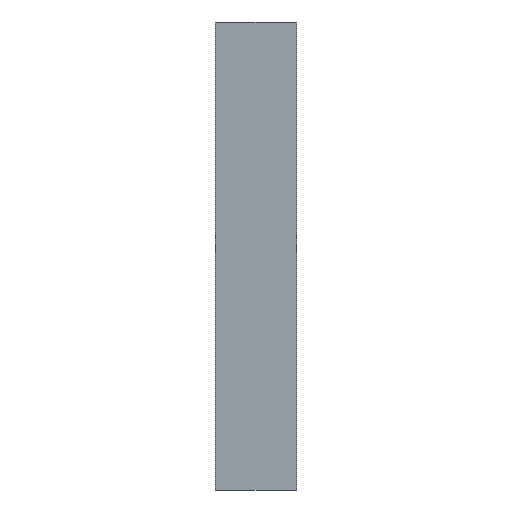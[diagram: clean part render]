
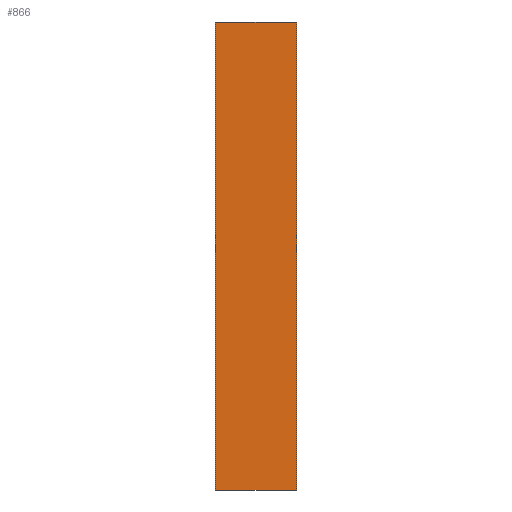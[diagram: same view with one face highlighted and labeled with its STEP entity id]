
A CAD part, front view. The second image highlights one B-rep face of the part: STEP entity #866.
In plain terms, the highlighted planar face has unit normal (0, -1, 0).
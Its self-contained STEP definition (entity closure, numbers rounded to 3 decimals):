
#6 = EDGE_CURVE ( 'NONE', #450, #750, #749, .T. ) ;
#9 = DIRECTION ( 'NONE',  ( 0., 0., 1. ) ) ;
#46 = DIRECTION ( 'NONE',  ( 1., 0., 0. ) ) ;
#56 = EDGE_CURVE ( 'NONE', #398, #450, #482, .T. ) ;
#68 = CARTESIAN_POINT ( 'NONE',  ( 17.5, 0., 200. ) ) ;
#81 = ORIENTED_EDGE ( 'NONE', *, *, #789, .T. ) ;
#94 = VECTOR ( 'NONE', #156, 1000. ) ;
#101 = VECTOR ( 'NONE', #102, 1000. ) ;
#102 = DIRECTION ( 'NONE',  ( 1., 0., 0. ) ) ;
#127 = CARTESIAN_POINT ( 'NONE',  ( -17.5, 0., 200. ) ) ;
#140 = ORIENTED_EDGE ( 'NONE', *, *, #6, .F. ) ;
#152 = VERTEX_POINT ( 'NONE', #929 ) ;
#156 = DIRECTION ( 'NONE',  ( -1., 0., 0. ) ) ;
#187 = ORIENTED_EDGE ( 'NONE', *, *, #56, .F. ) ;
#201 = VECTOR ( 'NONE', #934, 1000. ) ;
#223 = VECTOR ( 'NONE', #451, 1000. ) ;
#224 = VECTOR ( 'NONE', #418, 1000. ) ;
#235 = ORIENTED_EDGE ( 'NONE', *, *, #328, .T. ) ;
#245 = CARTESIAN_POINT ( 'NONE',  ( 17.5, 0., 200. ) ) ;
#247 = VERTEX_POINT ( 'NONE', #127 ) ;
#261 = CARTESIAN_POINT ( 'NONE',  ( -15., 0., 0. ) ) ;
#266 = CARTESIAN_POINT ( 'NONE',  ( 17.5, 0., 0. ) ) ;
#312 = PLANE ( 'NONE',  #772 ) ;
#328 = EDGE_CURVE ( 'NONE', #794, #247, #831, .T. ) ;
#343 = CARTESIAN_POINT ( 'NONE',  ( 17.5, 0., 0. ) ) ;
#373 = EDGE_LOOP ( 'NONE', ( #81, #380, #140, #187, #767, #235, #507, #727 ) ) ;
#380 = ORIENTED_EDGE ( 'NONE', *, *, #709, .T. ) ;
#381 = CARTESIAN_POINT ( 'NONE',  ( -17.5, 0., 200. ) ) ;
#391 = VECTOR ( 'NONE', #612, 1000. ) ;
#398 = VERTEX_POINT ( 'NONE', #426 ) ;
#418 = DIRECTION ( 'NONE',  ( 1., 0., 0. ) ) ;
#425 = EDGE_CURVE ( 'NONE', #247, #152, #675, .T. ) ;
#426 = CARTESIAN_POINT ( 'NONE',  ( 15., 0., 200. ) ) ;
#433 = VERTEX_POINT ( 'NONE', #832 ) ;
#450 = VERTEX_POINT ( 'NONE', #245 ) ;
#451 = DIRECTION ( 'NONE',  ( -1., 0., 0. ) ) ;
#482 = LINE ( 'NONE', #643, #201 ) ;
#495 = CARTESIAN_POINT ( 'NONE',  ( -17.5, 0., 200. ) ) ;
#505 = LINE ( 'NONE', #495, #224 ) ;
#507 = ORIENTED_EDGE ( 'NONE', *, *, #425, .T. ) ;
#539 = CARTESIAN_POINT ( 'NONE',  ( -17.5, 0., 200. ) ) ;
#584 = LINE ( 'NONE', #870, #815 ) ;
#594 = FACE_OUTER_BOUND ( 'NONE', #373, .T. ) ;
#610 = LINE ( 'NONE', #908, #223 ) ;
#612 = DIRECTION ( 'NONE',  ( 0., 0., -1. ) ) ;
#642 = LINE ( 'NONE', #266, #101 ) ;
#643 = CARTESIAN_POINT ( 'NONE',  ( -17.5, 0., 200. ) ) ;
#663 = VERTEX_POINT ( 'NONE', #261 ) ;
#668 = CARTESIAN_POINT ( 'NONE',  ( -17.5, 0., 200. ) ) ;
#675 = LINE ( 'NONE', #539, #679 ) ;
#679 = VECTOR ( 'NONE', #769, 1000. ) ;
#709 = EDGE_CURVE ( 'NONE', #433, #750, #642, .T. ) ;
#727 = ORIENTED_EDGE ( 'NONE', *, *, #921, .F. ) ;
#749 = LINE ( 'NONE', #68, #391 ) ;
#750 = VERTEX_POINT ( 'NONE', #343 ) ;
#751 = DIRECTION ( 'NONE',  ( 0., 1., 0. ) ) ;
#767 = ORIENTED_EDGE ( 'NONE', *, *, #773, .F. ) ;
#769 = DIRECTION ( 'NONE',  ( 0., 0., -1. ) ) ;
#772 = AXIS2_PLACEMENT_3D ( 'NONE', #668, #751, #9 ) ;
#773 = EDGE_CURVE ( 'NONE', #794, #398, #505, .T. ) ;
#789 = EDGE_CURVE ( 'NONE', #663, #433, #584, .T. ) ;
#794 = VERTEX_POINT ( 'NONE', #876 ) ;
#815 = VECTOR ( 'NONE', #46, 1000. ) ;
#831 = LINE ( 'NONE', #381, #94 ) ;
#832 = CARTESIAN_POINT ( 'NONE',  ( 15., 0., 0. ) ) ;
#866 = ADVANCED_FACE ( 'NONE', ( #594 ), #312, .F. ) ;
#870 = CARTESIAN_POINT ( 'NONE',  ( -17.5, 0., 0. ) ) ;
#876 = CARTESIAN_POINT ( 'NONE',  ( -15., 0., 200. ) ) ;
#908 = CARTESIAN_POINT ( 'NONE',  ( -17.5, 0., 0. ) ) ;
#921 = EDGE_CURVE ( 'NONE', #663, #152, #610, .T. ) ;
#929 = CARTESIAN_POINT ( 'NONE',  ( -17.5, 0., 0. ) ) ;
#934 = DIRECTION ( 'NONE',  ( 1., 0., 0. ) ) ;
